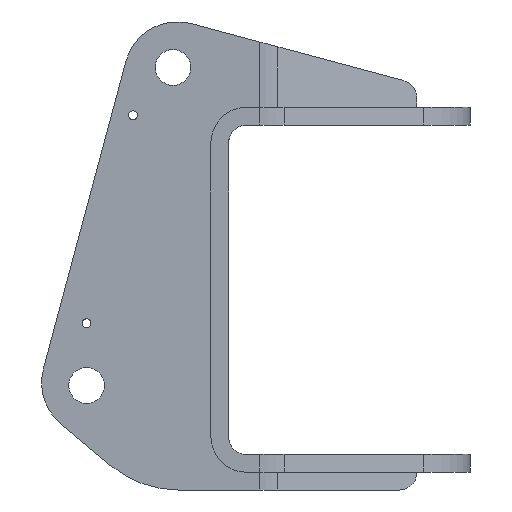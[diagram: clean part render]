
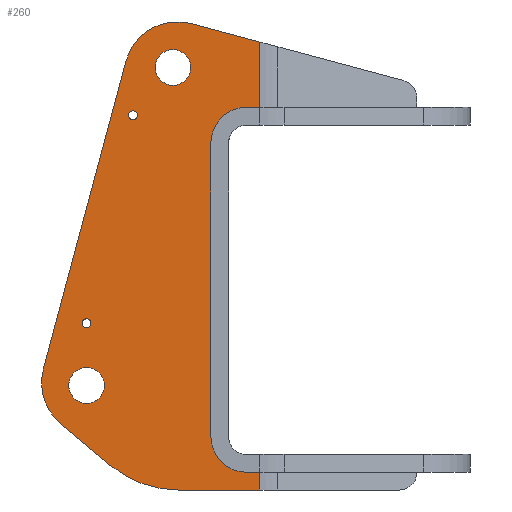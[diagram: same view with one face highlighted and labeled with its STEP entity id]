
A CAD part, left-side view. The second image highlights one B-rep face of the part: STEP entity #260.
In plain terms, the highlighted planar face has unit normal (-1, 0, 0).
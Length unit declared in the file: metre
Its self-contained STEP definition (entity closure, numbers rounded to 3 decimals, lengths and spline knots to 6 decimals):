
#260 = ADVANCED_FACE( '', ( #572, #573, #574, #575, #576 ), #577, .T. );
#572 = FACE_BOUND( '', #917, .T. );
#573 = FACE_BOUND( '', #918, .T. );
#574 = FACE_BOUND( '', #919, .T. );
#575 = FACE_BOUND( '', #920, .T. );
#576 = FACE_OUTER_BOUND( '', #921, .T. );
#577 = PLANE( '', #922 );
#917 = EDGE_LOOP( '', ( #1683 ) );
#918 = EDGE_LOOP( '', ( #1684 ) );
#919 = EDGE_LOOP( '', ( #1685 ) );
#920 = EDGE_LOOP( '', ( #1686 ) );
#921 = EDGE_LOOP( '', ( #1687, #1688, #1689, #1690, #1691, #1692, #1693, #1694, #1695, #1696, #1697, #1698, #1699, #1700 ) );
#922 = AXIS2_PLACEMENT_3D( '', #1701, #1702, #1703 );
#1683 = ORIENTED_EDGE( '', *, *, #2345, .T. );
#1684 = ORIENTED_EDGE( '', *, *, #2256, .T. );
#1685 = ORIENTED_EDGE( '', *, *, #2187, .F. );
#1686 = ORIENTED_EDGE( '', *, *, #2184, .F. );
#1687 = ORIENTED_EDGE( '', *, *, #2084, .F. );
#1688 = ORIENTED_EDGE( '', *, *, #2027, .T. );
#1689 = ORIENTED_EDGE( '', *, *, #2346, .T. );
#1690 = ORIENTED_EDGE( '', *, *, #2050, .F. );
#1691 = ORIENTED_EDGE( '', *, *, #2280, .T. );
#1692 = ORIENTED_EDGE( '', *, *, #2207, .F. );
#1693 = ORIENTED_EDGE( '', *, *, #2347, .T. );
#1694 = ORIENTED_EDGE( '', *, *, #2157, .F. );
#1695 = ORIENTED_EDGE( '', *, *, #2348, .T. );
#1696 = ORIENTED_EDGE( '', *, *, #2090, .F. );
#1697 = ORIENTED_EDGE( '', *, *, #2243, .T. );
#1698 = ORIENTED_EDGE( '', *, *, #2032, .T. );
#1699 = ORIENTED_EDGE( '', *, *, #2055, .F. );
#1700 = ORIENTED_EDGE( '', *, *, #2324, .T. );
#1701 = CARTESIAN_POINT( '', ( 0.336964, 1.269416, 0.647098 ) );
#1702 = DIRECTION( '', ( -1., 0., 0. ) );
#1703 = DIRECTION( '', ( 0., 0., 1. ) );
#2027 = EDGE_CURVE( '', #2421, #2425, #2427, .T. );
#2032 = EDGE_CURVE( '', #2430, #2434, #2436, .T. );
#2050 = EDGE_CURVE( '', #2465, #2467, #2468, .T. );
#2055 = EDGE_CURVE( '', #2473, #2434, #2475, .T. );
#2084 = EDGE_CURVE( '', #2421, #2524, #2525, .T. );
#2090 = EDGE_CURVE( '', #2533, #2529, #2535, .T. );
#2157 = EDGE_CURVE( '', #2652, #2654, #2655, .T. );
#2184 = EDGE_CURVE( '', #2702, #2702, #2703, .T. );
#2187 = EDGE_CURVE( '', #2707, #2707, #2708, .T. );
#2207 = EDGE_CURVE( '', #2740, #2742, #2743, .T. );
#2243 = EDGE_CURVE( '', #2533, #2430, #2795, .T. );
#2256 = EDGE_CURVE( '', #2812, #2812, #2813, .F. );
#2280 = EDGE_CURVE( '', #2465, #2742, #2848, .T. );
#2324 = EDGE_CURVE( '', #2473, #2524, #2905, .T. );
#2345 = EDGE_CURVE( '', #2930, #2930, #2931, .F. );
#2346 = EDGE_CURVE( '', #2425, #2467, #2932, .T. );
#2347 = EDGE_CURVE( '', #2740, #2654, #2933, .T. );
#2348 = EDGE_CURVE( '', #2652, #2529, #2934, .T. );
#2421 = VERTEX_POINT( '', #3015 );
#2425 = VERTEX_POINT( '', #3020 );
#2427 = CIRCLE( '', #3023, 0.0762 );
#2430 = VERTEX_POINT( '', #3026 );
#2434 = VERTEX_POINT( '', #3031 );
#2436 = CIRCLE( '', #3034, 0.0381 );
#2465 = VERTEX_POINT( '', #3074 );
#2467 = VERTEX_POINT( '', #3076 );
#2468 = LINE( '', #3077, #3078 );
#2473 = VERTEX_POINT( '', #3084 );
#2475 = LINE( '', #3087, #3088 );
#2524 = VERTEX_POINT( '', #3153 );
#2525 = LINE( '', #3154, #3155 );
#2529 = VERTEX_POINT( '', #3160 );
#2533 = VERTEX_POINT( '', #3165 );
#2535 = LINE( '', #3167, #3168 );
#2652 = VERTEX_POINT( '', #3317 );
#2654 = VERTEX_POINT( '', #3320 );
#2655 = CIRCLE( '', #3321, 0.0254 );
#2702 = VERTEX_POINT( '', #3379 );
#2703 = CIRCLE( '', #3380, 0.0127 );
#2707 = VERTEX_POINT( '', #3384 );
#2708 = CIRCLE( '', #3385, 0.0127 );
#2740 = VERTEX_POINT( '', #3427 );
#2742 = VERTEX_POINT( '', #3430 );
#2743 = CIRCLE( '', #3431, 0.0254 );
#2795 = LINE( '', #3502, #3503 );
#2812 = VERTEX_POINT( '', #3525 );
#2813 = CIRCLE( '', #3526, 0.003175 );
#2848 = LINE( '', #3570, #3571 );
#2905 = CIRCLE( '', #3645, 0.0381 );
#2930 = VERTEX_POINT( '', #3678 );
#2931 = CIRCLE( '', #3679, 0.003175 );
#2932 = LINE( '', #3680, #3681 );
#2933 = LINE( '', #3682, #3683 );
#2934 = LINE( '', #3684, #3685 );
#3015 = CARTESIAN_POINT( '', ( 0.336964, 1.29857, 0.303577 ) );
#3020 = CARTESIAN_POINT( '', ( 0.336964, 1.24959, 0.28575 ) );
#3023 = AXIS2_PLACEMENT_3D( '', #3789, #3790, #3791 );
#3026 = CARTESIAN_POINT( '', ( 0.336964, 1.240522, 0.618488 ) );
#3031 = CARTESIAN_POINT( '', ( 0.336964, 1.287185, 0.591548 ) );
#3034 = AXIS2_PLACEMENT_3D( '', #3797, #3798, #3799 );
#3074 = CARTESIAN_POINT( '', ( 0.336964, 1.191544, 0.29845 ) );
#3076 = CARTESIAN_POINT( '', ( 0.336964, 1.191544, 0.28575 ) );
#3077 = CARTESIAN_POINT( '', ( 0.336964, 1.191544, 0.647098 ) );
#3078 = VECTOR( '', #3817, 1. );
#3084 = CARTESIAN_POINT( '', ( 0.336964, 1.34599, 0.372084 ) );
#3087 = CARTESIAN_POINT( '', ( 0.336964, 1.316588, 0.481816 ) );
#3088 = VECTOR( '', #3823, 1. );
#3153 = CARTESIAN_POINT( '', ( 0.336964, 1.333679, 0.333037 ) );
#3154 = CARTESIAN_POINT( '', ( 0.336964, 1.316124, 0.318307 ) );
#3155 = VECTOR( '', #3861, 1. );
#3160 = CARTESIAN_POINT( '', ( 0.336964, 1.191544, 0.5588 ) );
#3165 = CARTESIAN_POINT( '', ( 0.336964, 1.191544, 0.605365 ) );
#3167 = CARTESIAN_POINT( '', ( 0.336964, 1.191544, 0.647098 ) );
#3168 = VECTOR( '', #3870, 1. );
#3317 = CARTESIAN_POINT( '', ( 0.336964, 1.201124, 0.5588 ) );
#3320 = CARTESIAN_POINT( '', ( 0.336964, 1.226524, 0.5334 ) );
#3321 = AXIS2_PLACEMENT_3D( '', #3973, #3974, #3975 );
#3379 = CARTESIAN_POINT( '', ( 0.336964, 1.253558, 0.599886 ) );
#3380 = AXIS2_PLACEMENT_3D( '', #4023, #4024, #4025 );
#3384 = CARTESIAN_POINT( '', ( 0.336964, 1.315245, 0.373014 ) );
#3385 = AXIS2_PLACEMENT_3D( '', #4029, #4030, #4031 );
#3427 = CARTESIAN_POINT( '', ( 0.336964, 1.226524, 0.32385 ) );
#3430 = CARTESIAN_POINT( '', ( 0.336964, 1.201124, 0.29845 ) );
#3431 = AXIS2_PLACEMENT_3D( '', #4052, #4053, #4054 );
#3502 = CARTESIAN_POINT( '', ( 0.336964, 1.274633, 0.627628 ) );
#3503 = VECTOR( '', #4101, 1. );
#3525 = CARTESIAN_POINT( '', ( 0.336964, 1.315245, 0.407939 ) );
#3526 = AXIS2_PLACEMENT_3D( '', #4116, #4117, #4118 );
#3570 = CARTESIAN_POINT( '', ( 0.336964, 1.196334, 0.29845 ) );
#3571 = VECTOR( '', #4158, 1. );
#3645 = AXIS2_PLACEMENT_3D( '', #4215, #4216, #4217 );
#3678 = CARTESIAN_POINT( '', ( 0.336964, 1.28213, 0.55631 ) );
#3679 = AXIS2_PLACEMENT_3D( '', #4241, #4242, #4243 );
#3680 = CARTESIAN_POINT( '', ( 0.336964, 1.269416, 0.28575 ) );
#3681 = VECTOR( '', #4244, 1. );
#3682 = CARTESIAN_POINT( '', ( 0.336964, 1.226524, 0.428625 ) );
#3683 = VECTOR( '', #4245, 1. );
#3684 = CARTESIAN_POINT( '', ( 0.336964, 1.058263, 0.5588 ) );
#3685 = VECTOR( '', #4246, 1. );
#3789 = CARTESIAN_POINT( '', ( 0.336964, 1.24959, 0.36195 ) );
#3790 = DIRECTION( '', ( -1., 0., 0. ) );
#3791 = DIRECTION( '', ( 0., 0., 1. ) );
#3797 = CARTESIAN_POINT( '', ( 0.336964, 1.250383, 0.581687 ) );
#3798 = DIRECTION( '', ( -1., 0., 0. ) );
#3799 = DIRECTION( '', ( 0., 0., 1. ) );
#3817 = DIRECTION( '', ( 0., 0., -1. ) );
#3823 = DIRECTION( '', ( 0., -0.259, 0.966 ) );
#3861 = DIRECTION( '', ( 0., 0.766, 0.643 ) );
#3870 = DIRECTION( '', ( 0., 0., -1. ) );
#3973 = CARTESIAN_POINT( '', ( 0.336964, 1.201124, 0.5334 ) );
#3974 = DIRECTION( '', ( -1., 0., 0. ) );
#3975 = DIRECTION( '', ( 0., 0., 1. ) );
#4023 = CARTESIAN_POINT( '', ( 0.336964, 1.253558, 0.587186 ) );
#4024 = DIRECTION( '', ( -1., 0., 0. ) );
#4025 = DIRECTION( '', ( 0., 0., 1. ) );
#4029 = CARTESIAN_POINT( '', ( 0.336964, 1.315245, 0.360314 ) );
#4030 = DIRECTION( '', ( -1., 0., 0. ) );
#4031 = DIRECTION( '', ( 0., 0., 1. ) );
#4052 = CARTESIAN_POINT( '', ( 0.336964, 1.201124, 0.32385 ) );
#4053 = DIRECTION( '', ( -1., 0., 0. ) );
#4054 = DIRECTION( '', ( 0., 0., 1. ) );
#4101 = DIRECTION( '', ( 0., 0.966, 0.259 ) );
#4116 = CARTESIAN_POINT( '', ( 0.336964, 1.315245, 0.404764 ) );
#4117 = DIRECTION( '', ( -1., 0., 0. ) );
#4118 = DIRECTION( '', ( 0., 0., 1. ) );
#4158 = DIRECTION( '', ( 0., 1., 0. ) );
#4215 = CARTESIAN_POINT( '', ( 0.336964, 1.309188, 0.362223 ) );
#4216 = DIRECTION( '', ( -1., 0., 0. ) );
#4217 = DIRECTION( '', ( 0., 0., 1. ) );
#4241 = CARTESIAN_POINT( '', ( 0.336964, 1.28213, 0.553135 ) );
#4242 = DIRECTION( '', ( -1., 0., 0. ) );
#4243 = DIRECTION( '', ( 0., 0., 1. ) );
#4244 = DIRECTION( '', ( 0., -1., 0. ) );
#4245 = DIRECTION( '', ( 0., 0., 1. ) );
#4246 = DIRECTION( '', ( 0., -1., 0. ) );
